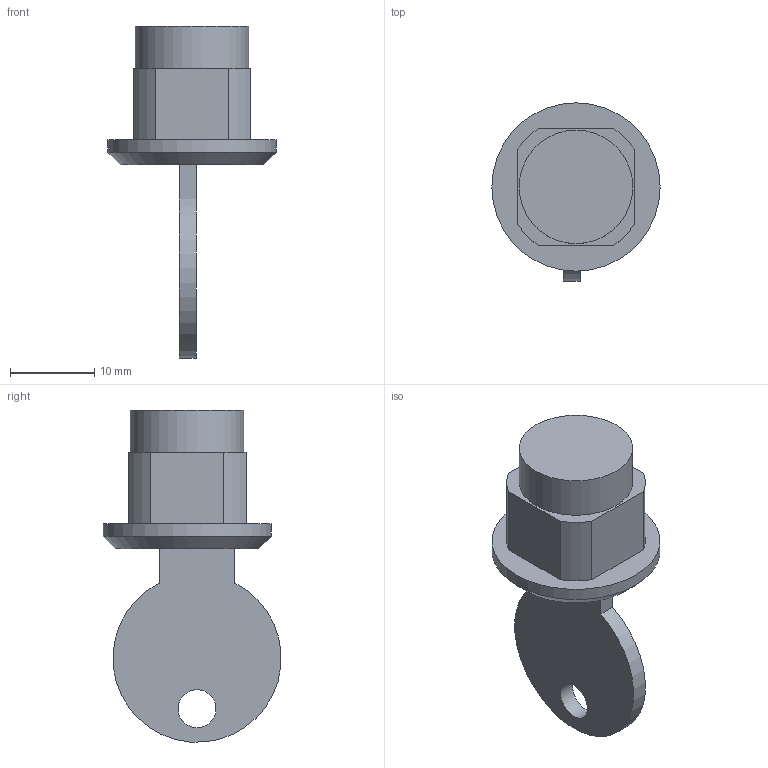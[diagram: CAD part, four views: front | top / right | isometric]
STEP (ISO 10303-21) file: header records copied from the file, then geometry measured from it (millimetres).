
FILE_DESCRIPTION((''),'2;1');
FILE_NAME('64360050_AP 10 SHLO.stp','2010-05-19T08:46:30',('kotzmaier'),(''),'Autodesk Inventor 2010','Autodesk Inventor 2010','');
FILE_SCHEMA(('CONFIG_CONTROL_DESIGN'));
Length unit declared in the file: centimetre
Products named in the file (1): Schloss
Bounding box: 20 x 21.16 x 39.46 mm (x, y, z)
Volume: 3820.8 mm3; surface area: 2985.5 mm2
Topology: 2 solids, 2 shells, 41 faces, 96 edges, 64 vertices
Faces by surface type: plane 29, cylinder 10, cone 2
Full cylindrical faces by diameter (mm): 4.5 x1, 12.5 x1, 13 x1, 13.5 x1, 20 x1
Entity records: 1156 total; most frequent: CARTESIAN_POINT 212, DIRECTION 186, ORIENTED_EDGE 178, EDGE_CURVE 89, AXIS2_PLACEMENT_3D 64, VERTEX_POINT 63, VECTOR 58, LINE 58
